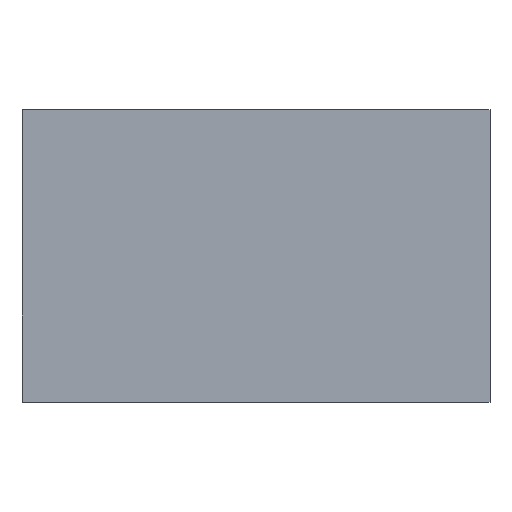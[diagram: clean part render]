
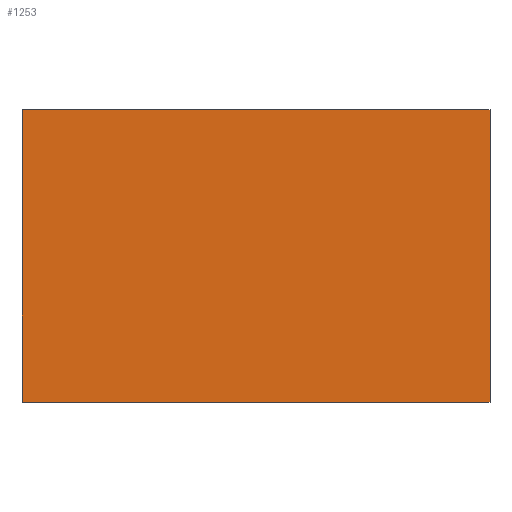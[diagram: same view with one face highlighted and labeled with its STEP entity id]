
A CAD part, top view. The second image highlights one B-rep face of the part: STEP entity #1253.
In plain terms, the highlighted planar face has unit normal (0, 0, 1).
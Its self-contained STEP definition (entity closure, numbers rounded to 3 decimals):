
#118=FACE_OUTER_BOUND('',#188,.T.);
#188=EDGE_LOOP('',(#1141,#1142,#1143,#1144));
#363=LINE('',#2326,#485);
#365=LINE('',#2330,#487);
#367=LINE('',#2334,#489);
#369=LINE('',#2337,#491);
#485=VECTOR('',#1493,10.);
#487=VECTOR('',#1497,10.);
#489=VECTOR('',#1501,10.);
#491=VECTOR('',#1505,10.);
#608=VERTEX_POINT('',#2323);
#609=VERTEX_POINT('',#2325);
#610=VERTEX_POINT('',#2329);
#611=VERTEX_POINT('',#2333);
#785=EDGE_CURVE('',#608,#609,#363,.T.);
#787=EDGE_CURVE('',#609,#610,#365,.T.);
#789=EDGE_CURVE('',#610,#611,#367,.T.);
#791=EDGE_CURVE('',#611,#608,#369,.T.);
#1141=ORIENTED_EDGE('',*,*,#785,.F.);
#1142=ORIENTED_EDGE('',*,*,#791,.F.);
#1143=ORIENTED_EDGE('',*,*,#789,.F.);
#1144=ORIENTED_EDGE('',*,*,#787,.F.);
#1187=PLANE('',#1310);
#1253=ADVANCED_FACE('',(#118),#1187,.T.);
#1310=AXIS2_PLACEMENT_3D('',#2338,#1506,#1507);
#1493=DIRECTION('',(0.,-1.,0.));
#1497=DIRECTION('',(-1.,0.,0.));
#1501=DIRECTION('',(0.,1.,0.));
#1505=DIRECTION('',(1.,0.,0.));
#1506=DIRECTION('center_axis',(0.,0.,1.));
#1507=DIRECTION('ref_axis',(1.,0.,0.));
#2323=CARTESIAN_POINT('',(1.,0.625,0.5));
#2325=CARTESIAN_POINT('',(1.,-0.625,0.5));
#2326=CARTESIAN_POINT('',(1.,0.625,0.5));
#2329=CARTESIAN_POINT('',(-1.,-0.625,0.5));
#2330=CARTESIAN_POINT('',(1.,-0.625,0.5));
#2333=CARTESIAN_POINT('',(-1.,0.625,0.5));
#2334=CARTESIAN_POINT('',(-1.,-0.625,0.5));
#2337=CARTESIAN_POINT('',(-1.,0.625,0.5));
#2338=CARTESIAN_POINT('Origin',(0.,0.,0.5));
